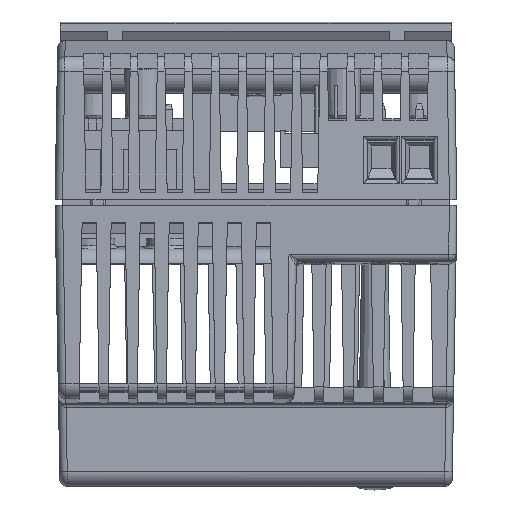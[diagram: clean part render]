
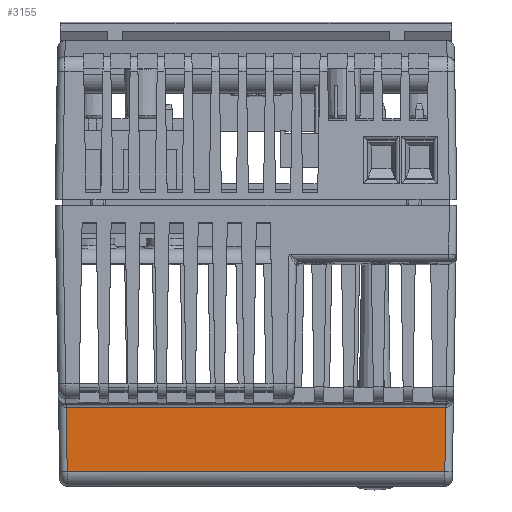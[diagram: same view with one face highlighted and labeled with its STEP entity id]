
A CAD part, left-side view. The second image highlights one B-rep face of the part: STEP entity #3155.
In plain terms, the highlighted planar face has unit normal (-1, 0, -0.018).
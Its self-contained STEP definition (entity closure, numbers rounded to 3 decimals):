
#3155 = ADVANCED_FACE( '', ( #8160 ), #8161, .T. );
#8160 = FACE_OUTER_BOUND( '', #15908, .T. );
#8161 = PLANE( '', #15909 );
#15908 = EDGE_LOOP( '', ( #30306, #30307, #30308, #30309 ) );
#15909 = AXIS2_PLACEMENT_3D( '', #30310, #30311, #30312 );
#30306 = ORIENTED_EDGE( '', *, *, #45008, .T. );
#30307 = ORIENTED_EDGE( '', *, *, #45009, .F. );
#30308 = ORIENTED_EDGE( '', *, *, #45010, .T. );
#30309 = ORIENTED_EDGE( '', *, *, #44592, .F. );
#30310 = CARTESIAN_POINT( '', ( -22.38, -26.801, -54.2 ) );
#30311 = DIRECTION( '', ( -1., 0., -0.017 ) );
#30312 = DIRECTION( '', ( 0., -1., 0. ) );
#44592 = EDGE_CURVE( '', #51416, #51412, #51418, .T. );
#45008 = EDGE_CURVE( '', #51416, #52097, #52098, .T. );
#45009 = EDGE_CURVE( '', #52099, #52097, #52100, .T. );
#45010 = EDGE_CURVE( '', #52099, #51412, #52101, .T. );
#51412 = VERTEX_POINT( '', #61785 );
#51416 = VERTEX_POINT( '', #61799 );
#51418 = LINE( '', #61812, #61813 );
#52097 = VERTEX_POINT( '', #63050 );
#52098 = LINE( '', #63051, #63052 );
#52099 = VERTEX_POINT( '', #63053 );
#52100 = LINE( '', #63054, #63055 );
#52101 = LINE( '', #63056, #63057 );
#61785 = CARTESIAN_POINT( '', ( -22.414, -25.181, -52.235 ) );
#61799 = CARTESIAN_POINT( '', ( -22.564, -25.331, -43.647 ) );
#61812 = CARTESIAN_POINT( '', ( -22.564, -25.331, -43.647 ) );
#61813 = VECTOR( '', #73485, 1000. );
#63050 = CARTESIAN_POINT( '', ( -22.564, 25.329, -43.647 ) );
#63051 = CARTESIAN_POINT( '', ( -22.564, -26.801, -43.647 ) );
#63052 = VECTOR( '', #73844, 1000. );
#63053 = CARTESIAN_POINT( '', ( -22.414, 25.179, -52.235 ) );
#63054 = CARTESIAN_POINT( '', ( -22.411, 25.176, -52.405 ) );
#63055 = VECTOR( '', #73845, 1000. );
#63056 = CARTESIAN_POINT( '', ( -22.414, 25.179, -52.235 ) );
#63057 = VECTOR( '', #73846, 1000. );
#73485 = DIRECTION( '', ( 0.017, 0.017, -1. ) );
#73844 = DIRECTION( '', ( 0., 1., 0. ) );
#73845 = DIRECTION( '', ( -0.017, 0.017, 1. ) );
#73846 = DIRECTION( '', ( 0., -1., 0. ) );
